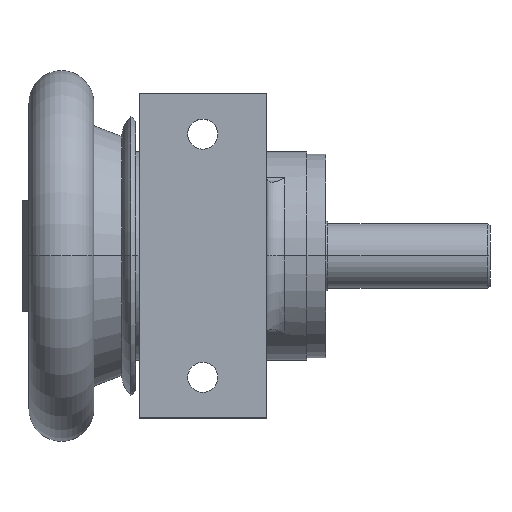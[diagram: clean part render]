
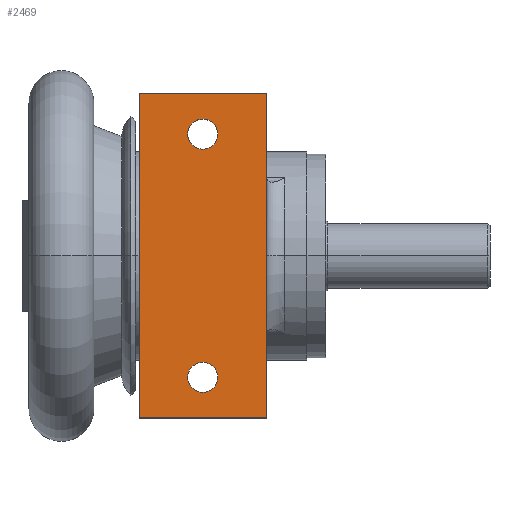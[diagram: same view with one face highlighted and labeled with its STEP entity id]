
A CAD part, top view. The second image highlights one B-rep face of the part: STEP entity #2469.
In plain terms, the highlighted planar face has unit normal (0, 0, 1).
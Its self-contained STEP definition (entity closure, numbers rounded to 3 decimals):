
#27 = AXIS2_PLACEMENT_3D ( 'NONE', #3482, #3489, #3490 ) ;
#34 = AXIS2_PLACEMENT_3D ( 'NONE', #4298, #3480, #3481 ) ;
#43 = EDGE_CURVE ( 'NONE', #4198, #4204, #4287, .T. ) ;
#44 = EDGE_CURVE ( 'NONE', #4197, #4205, #4290, .T. ) ;
#48 = EDGE_CURVE ( 'NONE', #3037, #3036, #2547, .T. ) ;
#51 = EDGE_CURVE ( 'NONE', #3041, #3040, #2548, .T. ) ;
#112 = VECTOR ( 'NONE', #3727, 1000. ) ;
#121 = VECTOR ( 'NONE', #3751, 1000. ) ;
#291 = FACE_BOUND ( 'NONE', #3804, .T. ) ;
#316 = AXIS2_PLACEMENT_3D ( 'NONE', #1809, #1810, #1811 ) ;
#329 = FACE_BOUND ( 'NONE', #3805, .T. ) ;
#330 = FACE_OUTER_BOUND ( 'NONE', #3806, .T. ) ;
#730 = AXIS2_PLACEMENT_3D ( 'NONE', #2305, #888, #889 ) ;
#829 = AXIS2_PLACEMENT_3D ( 'NONE', #1282, #1283, #1284 ) ;
#888 = DIRECTION ( 'NONE',  ( 0., 0., -1. ) ) ;
#889 = DIRECTION ( 'NONE',  ( -1., 0., 0. ) ) ;
#1282 = CARTESIAN_POINT ( 'NONE',  ( 75., -52.5, 65. ) ) ;
#1283 = DIRECTION ( 'NONE',  ( 0., 0., -1. ) ) ;
#1284 = DIRECTION ( 'NONE',  ( -1., 0., 0. ) ) ;
#1328 = CARTESIAN_POINT ( 'NONE',  ( 81.5, -52.5, 65. ) ) ;
#1329 = CARTESIAN_POINT ( 'NONE',  ( 68.5, -52.5, 65. ) ) ;
#1332 = CARTESIAN_POINT ( 'NONE',  ( 81.5, 52.5, 65. ) ) ;
#1333 = CARTESIAN_POINT ( 'NONE',  ( 68.5, 52.5, 65. ) ) ;
#1484 = CARTESIAN_POINT ( 'NONE',  ( 47.5, -70., 65. ) ) ;
#1485 = CARTESIAN_POINT ( 'NONE',  ( 47.5, 70., 65. ) ) ;
#1491 = CARTESIAN_POINT ( 'NONE',  ( 102.5, 70., 65. ) ) ;
#1492 = CARTESIAN_POINT ( 'NONE',  ( 102.5, -70., 65. ) ) ;
#1760 = PLANE ( 'NONE',  #316 ) ;
#1809 = CARTESIAN_POINT ( 'NONE',  ( 47.5, 70., 65. ) ) ;
#1810 = DIRECTION ( 'NONE',  ( 0., 0., -1. ) ) ;
#1811 = DIRECTION ( 'NONE',  ( -1., 0., 0. ) ) ;
#2305 = CARTESIAN_POINT ( 'NONE',  ( 75., 52.5, 65. ) ) ;
#2336 = EDGE_CURVE ( 'NONE', #4198, #4197, #3725, .T. ) ;
#2344 = EDGE_CURVE ( 'NONE', #4204, #4205, #3749, .T. ) ;
#2469 = ADVANCED_FACE ( 'NONE', ( #291, #329, #330 ), #1760, .F. ) ;
#2547 = CIRCLE ( 'NONE', #34, 6.5 ) ;
#2548 = CIRCLE ( 'NONE', #27, 6.5 ) ;
#2614 = CIRCLE ( 'NONE', #730, 6.5 ) ;
#2656 = CIRCLE ( 'NONE', #829, 6.5 ) ;
#2681 = VECTOR ( 'NONE', #4292, 1000. ) ;
#2686 = VECTOR ( 'NONE', #4289, 1000. ) ;
#2765 = EDGE_CURVE ( 'NONE', #3040, #3041, #2614, .T. ) ;
#2874 = EDGE_CURVE ( 'NONE', #3036, #3037, #2656, .T. ) ;
#3036 = VERTEX_POINT ( 'NONE', #1328 ) ;
#3037 = VERTEX_POINT ( 'NONE', #1329 ) ;
#3040 = VERTEX_POINT ( 'NONE', #1332 ) ;
#3041 = VERTEX_POINT ( 'NONE', #1333 ) ;
#3157 = ORIENTED_EDGE ( 'NONE', *, *, #51, .T. ) ;
#3158 = ORIENTED_EDGE ( 'NONE', *, *, #48, .T. ) ;
#3159 = ORIENTED_EDGE ( 'NONE', *, *, #44, .T. ) ;
#3160 = ORIENTED_EDGE ( 'NONE', *, *, #2874, .T. ) ;
#3161 = ORIENTED_EDGE ( 'NONE', *, *, #43, .F. ) ;
#3162 = ORIENTED_EDGE ( 'NONE', *, *, #2765, .T. ) ;
#3163 = ORIENTED_EDGE ( 'NONE', *, *, #2344, .F. ) ;
#3165 = ORIENTED_EDGE ( 'NONE', *, *, #2336, .T. ) ;
#3480 = DIRECTION ( 'NONE',  ( 0., 0., -1. ) ) ;
#3481 = DIRECTION ( 'NONE',  ( -1., 0., 0. ) ) ;
#3482 = CARTESIAN_POINT ( 'NONE',  ( 75., 52.5, 65. ) ) ;
#3489 = DIRECTION ( 'NONE',  ( 0., 0., -1. ) ) ;
#3490 = DIRECTION ( 'NONE',  ( -1., 0., 0. ) ) ;
#3725 = LINE ( 'NONE', #3726, #112 ) ;
#3726 = CARTESIAN_POINT ( 'NONE',  ( 47.5, 70., 65. ) ) ;
#3727 = DIRECTION ( 'NONE',  ( 0., -1., 0. ) ) ;
#3749 = LINE ( 'NONE', #3750, #121 ) ;
#3750 = CARTESIAN_POINT ( 'NONE',  ( 102.5, 70., 65. ) ) ;
#3751 = DIRECTION ( 'NONE',  ( 0., -1., 0. ) ) ;
#3804 = EDGE_LOOP ( 'NONE', ( #3158, #3160 ) ) ;
#3805 = EDGE_LOOP ( 'NONE', ( #3157, #3162 ) ) ;
#3806 = EDGE_LOOP ( 'NONE', ( #3159, #3163, #3161, #3165 ) ) ;
#4197 = VERTEX_POINT ( 'NONE', #1484 ) ;
#4198 = VERTEX_POINT ( 'NONE', #1485 ) ;
#4204 = VERTEX_POINT ( 'NONE', #1491 ) ;
#4205 = VERTEX_POINT ( 'NONE', #1492 ) ;
#4287 = LINE ( 'NONE', #4288, #2686 ) ;
#4288 = CARTESIAN_POINT ( 'NONE',  ( 47.5, 70., 65. ) ) ;
#4289 = DIRECTION ( 'NONE',  ( 1., 0., 0. ) ) ;
#4290 = LINE ( 'NONE', #4291, #2681 ) ;
#4291 = CARTESIAN_POINT ( 'NONE',  ( 47.5, -70., 65. ) ) ;
#4292 = DIRECTION ( 'NONE',  ( 1., 0., 0. ) ) ;
#4298 = CARTESIAN_POINT ( 'NONE',  ( 75., -52.5, 65. ) ) ;
